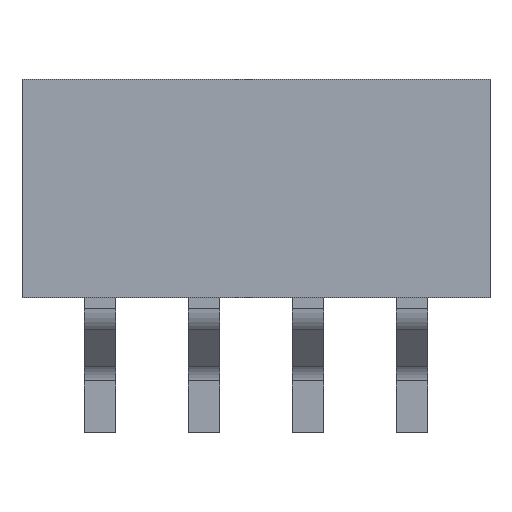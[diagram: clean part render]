
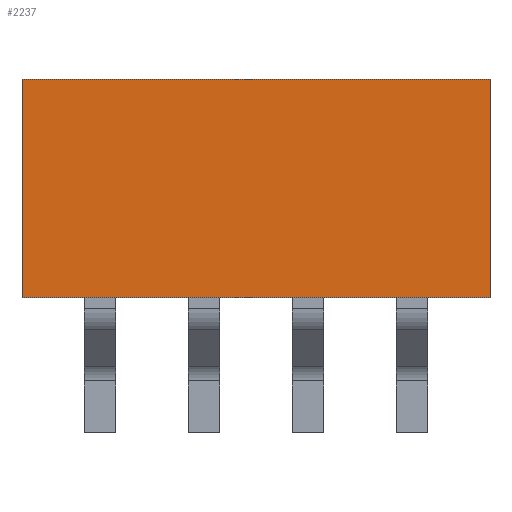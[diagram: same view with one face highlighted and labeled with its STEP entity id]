
A CAD part, top view. The second image highlights one B-rep face of the part: STEP entity #2237.
In plain terms, the highlighted planar face has unit normal (0, 0, 1).
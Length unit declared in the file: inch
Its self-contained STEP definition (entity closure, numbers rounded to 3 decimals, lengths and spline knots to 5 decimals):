
#60 = VECTOR ( 'NONE', #1123, 39.37008 ) ;
#73 = DIRECTION ( 'NONE',  ( 0., 0., 1. ) ) ;
#138 = ORIENTED_EDGE ( 'NONE', *, *, #1798, .T. ) ;
#217 = VECTOR ( 'NONE', #973, 39.37008 ) ;
#237 = CARTESIAN_POINT ( 'NONE',  ( 0., 0., 0.05906 ) ) ;
#356 = CARTESIAN_POINT ( 'NONE',  ( 0., 0., 0.05906 ) ) ;
#364 = VECTOR ( 'NONE', #849, 39.37008 ) ;
#378 = LINE ( 'NONE', #1895, #975 ) ;
#473 = CARTESIAN_POINT ( 'NONE',  ( 0., 0.08268, 0.05906 ) ) ;
#608 = DIRECTION ( 'NONE',  ( 1., 0., 0. ) ) ;
#623 = VERTEX_POINT ( 'NONE', #473 ) ;
#701 = EDGE_CURVE ( 'NONE', #768, #1866, #1066, .T. ) ;
#722 = EDGE_LOOP ( 'NONE', ( #138, #1428, #1661, #1421 ) ) ;
#768 = VERTEX_POINT ( 'NONE', #1302 ) ;
#806 = CARTESIAN_POINT ( 'NONE',  ( 0.17717, 0.08268, 0.05906 ) ) ;
#849 = DIRECTION ( 'NONE',  ( -1., 0., 0. ) ) ;
#884 = EDGE_CURVE ( 'NONE', #623, #1866, #2065, .T. ) ;
#922 = VERTEX_POINT ( 'NONE', #806 ) ;
#973 = DIRECTION ( 'NONE',  ( 0., 1., 0. ) ) ;
#975 = VECTOR ( 'NONE', #1141, 39.37008 ) ;
#1066 = LINE ( 'NONE', #1813, #364 ) ;
#1123 = DIRECTION ( 'NONE',  ( 0., -1., 0. ) ) ;
#1141 = DIRECTION ( 'NONE',  ( -1., 0., 0. ) ) ;
#1302 = CARTESIAN_POINT ( 'NONE',  ( 0.17717, 0., 0.05906 ) ) ;
#1421 = ORIENTED_EDGE ( 'NONE', *, *, #2193, .T. ) ;
#1428 = ORIENTED_EDGE ( 'NONE', *, *, #884, .T. ) ;
#1529 = CARTESIAN_POINT ( 'NONE',  ( 0., 0., 0.05906 ) ) ;
#1579 = PLANE ( 'NONE',  #1610 ) ;
#1610 = AXIS2_PLACEMENT_3D ( 'NONE', #1529, #73, #608 ) ;
#1661 = ORIENTED_EDGE ( 'NONE', *, *, #701, .F. ) ;
#1717 = CARTESIAN_POINT ( 'NONE',  ( 0.17717, 0., 0.05906 ) ) ;
#1798 = EDGE_CURVE ( 'NONE', #922, #623, #378, .T. ) ;
#1813 = CARTESIAN_POINT ( 'NONE',  ( 0., 0., 0.05906 ) ) ;
#1866 = VERTEX_POINT ( 'NONE', #237 ) ;
#1895 = CARTESIAN_POINT ( 'NONE',  ( 0.08858, 0.08268, 0.05906 ) ) ;
#1922 = FACE_OUTER_BOUND ( 'NONE', #722, .T. ) ;
#2065 = LINE ( 'NONE', #356, #60 ) ;
#2148 = LINE ( 'NONE', #1717, #217 ) ;
#2193 = EDGE_CURVE ( 'NONE', #768, #922, #2148, .T. ) ;
#2237 = ADVANCED_FACE ( 'NONE', ( #1922 ), #1579, .T. ) ;
